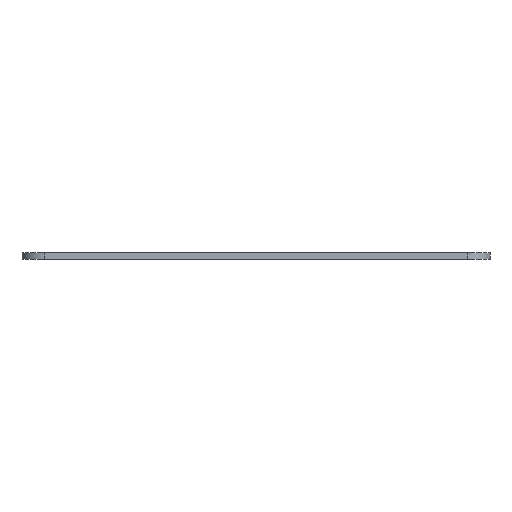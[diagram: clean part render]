
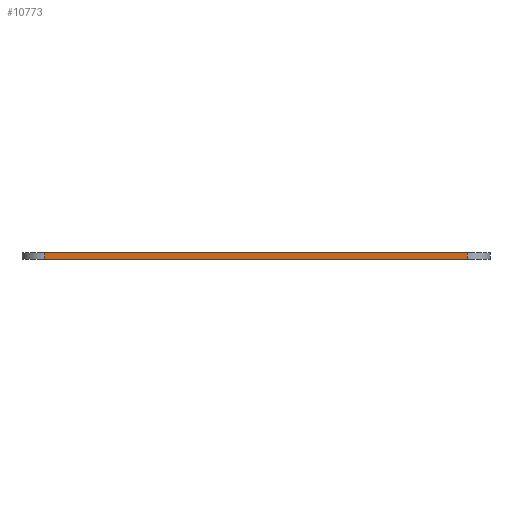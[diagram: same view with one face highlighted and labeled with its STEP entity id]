
A CAD part, left-side view. The second image highlights one B-rep face of the part: STEP entity #10773.
In plain terms, the highlighted planar face has unit normal (-1, 0, 0).
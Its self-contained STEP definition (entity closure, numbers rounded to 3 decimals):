
#361=PLANE('',#11086);
#930=FACE_OUTER_BOUND('',#1551,.T.);
#1551=EDGE_LOOP('',(#9835,#9836,#9837,#9838));
#2234=LINE('',#21262,#3071);
#2283=LINE('',#21449,#3120);
#2319=LINE('',#21593,#3156);
#2320=LINE('',#21595,#3157);
#3071=VECTOR('',#12035,10.);
#3120=VECTOR('',#12186,10.);
#3156=VECTOR('',#12302,10.);
#3157=VECTOR('',#12305,10.);
#4851=VERTEX_POINT('',#21259);
#4852=VERTEX_POINT('',#21261);
#4938=VERTEX_POINT('',#21446);
#4939=VERTEX_POINT('',#21448);
#6388=EDGE_CURVE('',#4851,#4852,#2234,.T.);
#6478=EDGE_CURVE('',#4938,#4939,#2283,.T.);
#6551=EDGE_CURVE('',#4852,#4938,#2319,.T.);
#6552=EDGE_CURVE('',#4939,#4851,#2320,.T.);
#9835=ORIENTED_EDGE('',*,*,#6551,.F.);
#9836=ORIENTED_EDGE('',*,*,#6388,.F.);
#9837=ORIENTED_EDGE('',*,*,#6552,.F.);
#9838=ORIENTED_EDGE('',*,*,#6478,.F.);
#10773=ADVANCED_FACE('',(#930),#361,.T.);
#11086=AXIS2_PLACEMENT_3D('',#21736,#12516,#12517);
#12035=DIRECTION('',(0.,-1.,0.));
#12186=DIRECTION('',(0.,1.,0.));
#12302=DIRECTION('',(0.,0.,-1.));
#12305=DIRECTION('',(0.,0.,1.));
#12516=DIRECTION('center_axis',(-1.,0.,0.));
#12517=DIRECTION('ref_axis',(0.,-1.,0.));
#21259=CARTESIAN_POINT('',(6.331,7.249,1.5));
#21261=CARTESIAN_POINT('',(6.331,-84.714,1.5));
#21262=CARTESIAN_POINT('',(6.331,-89.714,1.5));
#21446=CARTESIAN_POINT('',(6.331,-84.714,0.));
#21448=CARTESIAN_POINT('',(6.331,7.249,0.));
#21449=CARTESIAN_POINT('',(6.331,-89.714,0.));
#21593=CARTESIAN_POINT('',(6.331,-84.714,0.));
#21595=CARTESIAN_POINT('',(6.331,7.249,0.));
#21736=CARTESIAN_POINT('Origin',(6.331,12.249,0.));
